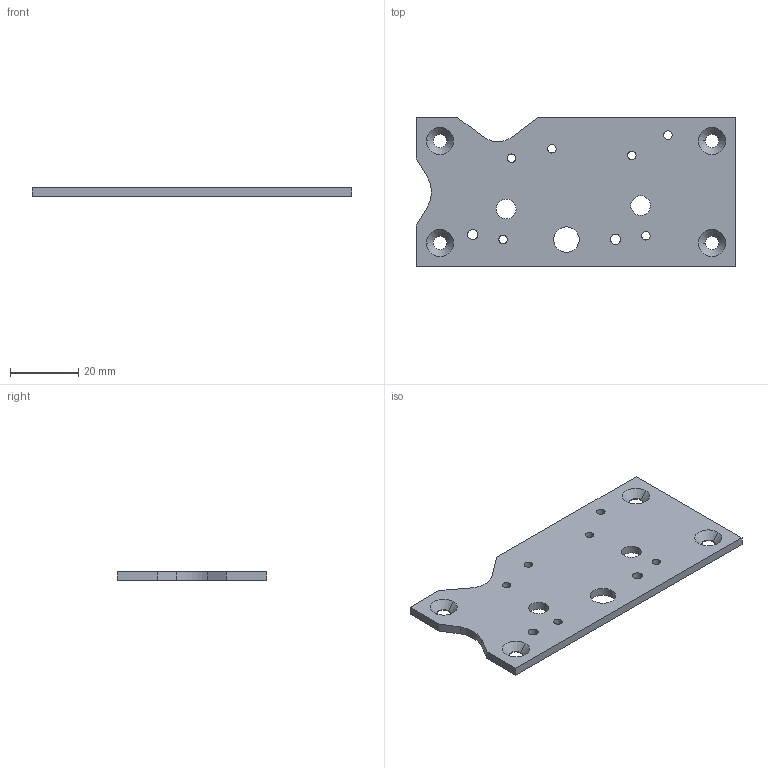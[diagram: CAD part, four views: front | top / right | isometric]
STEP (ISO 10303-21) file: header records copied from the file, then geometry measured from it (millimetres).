
FILE_DESCRIPTION (( 'STEP AP214' ), '1' );
FILE_NAME ('HeadMountPlat_V0.1.STEP', '2019-07-12T03:31:09', ( '' ), ( '' ), 'SwSTEP 2.0', 'SolidWorks 2010', '' );
FILE_SCHEMA (( 'AUTOMOTIVE_DESIGN' ));
Length unit declared in the file: millimetre
Products named in the file (1): HeadMountPlat_V0.1
Bounding box: 94 x 44 x 2.5 mm (x, y, z)
Volume: 9314.6 mm3; surface area: 8685.8 mm2
Topology: 1 solids, 1 shells, 52 faces, 142 edges, 92 vertices
Faces by surface type: cylinder 32, plane 12, cone 8
Entity records: 1900 total; most frequent: DIRECTION 320, CARTESIAN_POINT 287, ORIENTED_EDGE 284, EDGE_CURVE 142, AXIS2_PLACEMENT_3D 125, VERTEX_POINT 92, EDGE_LOOP 82, CIRCLE 72
